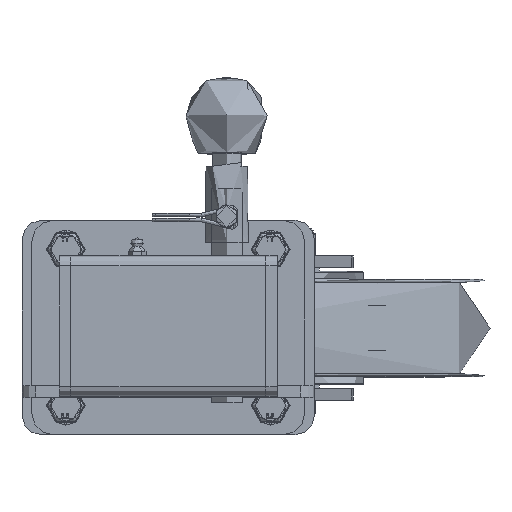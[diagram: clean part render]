
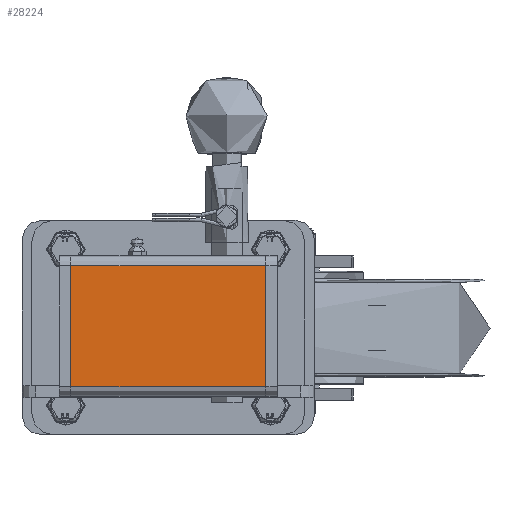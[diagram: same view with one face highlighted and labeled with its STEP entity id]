
A CAD part, top view. The second image highlights one B-rep face of the part: STEP entity #28224.
In plain terms, the highlighted planar face has unit normal (0, 0, 1).
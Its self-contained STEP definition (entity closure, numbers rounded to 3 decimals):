
#2713=PLANE('',#30771);
#3688=FACE_OUTER_BOUND('',#5552,.T.);
#5552=EDGE_LOOP('',(#21513,#21514,#21515,#21516));
#7426=LINE('',#48792,#9313);
#7428=LINE('',#48801,#9315);
#7466=LINE('',#48904,#9353);
#7481=LINE('',#48932,#9368);
#9313=VECTOR('',#34947,1000.);
#9315=VECTOR('',#34955,1000.);
#9353=VECTOR('',#35057,1000.);
#9368=VECTOR('',#35082,1000.);
#12738=VERTEX_POINT('',#48789);
#12739=VERTEX_POINT('',#48791);
#12742=VERTEX_POINT('',#48798);
#12743=VERTEX_POINT('',#48800);
#15857=EDGE_CURVE('',#12738,#12739,#7426,.T.);
#15861=EDGE_CURVE('',#12742,#12743,#7428,.T.);
#15912=EDGE_CURVE('',#12739,#12742,#7466,.T.);
#15927=EDGE_CURVE('',#12743,#12738,#7481,.T.);
#21513=ORIENTED_EDGE('',*,*,#15857,.F.);
#21514=ORIENTED_EDGE('',*,*,#15927,.F.);
#21515=ORIENTED_EDGE('',*,*,#15861,.F.);
#21516=ORIENTED_EDGE('',*,*,#15912,.F.);
#28224=ADVANCED_FACE('',(#3688),#2713,.T.);
#30771=AXIS2_PLACEMENT_3D('',#48934,#35085,#35086);
#34947=DIRECTION('',(-1.,0.,0.));
#34955=DIRECTION('',(1.,0.,0.));
#35057=DIRECTION('',(0.,1.,0.));
#35082=DIRECTION('',(0.,-1.,0.));
#35085=DIRECTION('center_axis',(0.,0.,1.));
#35086=DIRECTION('ref_axis',(1.,0.,0.));
#48789=CARTESIAN_POINT('',(50.,-31.,410.));
#48791=CARTESIAN_POINT('',(-50.,-31.,410.));
#48792=CARTESIAN_POINT('',(0.,-31.,410.));
#48798=CARTESIAN_POINT('',(-50.,31.,410.));
#48800=CARTESIAN_POINT('',(50.,31.,410.));
#48801=CARTESIAN_POINT('',(0.,31.,410.));
#48904=CARTESIAN_POINT('',(-50.,-36.,410.));
#48932=CARTESIAN_POINT('',(50.,36.,410.));
#48934=CARTESIAN_POINT('Origin',(0.,0.,410.));
